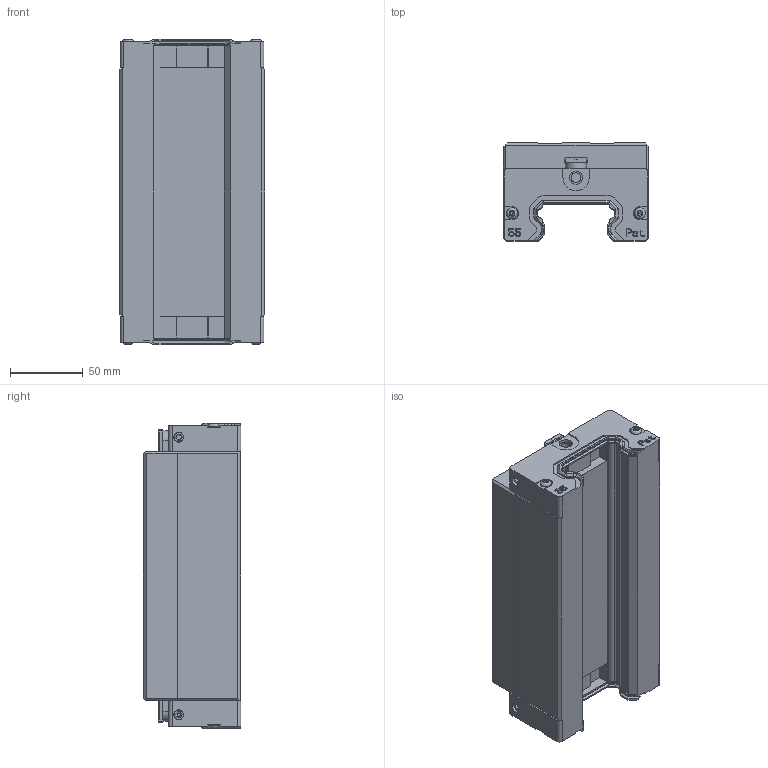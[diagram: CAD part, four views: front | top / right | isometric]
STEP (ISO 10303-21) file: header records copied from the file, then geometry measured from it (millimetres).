
FILE_DESCRIPTION(/* description */ (''),/* implementation_level */ '2;1');
FILE_NAME(/* name */ 'LGB_H55BESS_Shrinkwrap.ipt.stp',/* time_stamp */ '2015-12-04T08:10:22+01:00',/* author */ ('RLI'),/* organization */ (''),/* preprocessor_version */ 'ST-DEVELOPER v15.6',/* originating_system */ 'Autodesk Inventor 2015',/* authorisation */ '');
FILE_SCHEMA (('AUTOMOTIVE_DESIGN { 1 0 10303 214 3 1 1 }'));
Length unit declared in the file: millimetre
Products named in the file (1): LGB_H55BESS_Shrinkwrap
Bounding box: 99.95 x 67.3 x 210 mm (x, y, z)
Volume: 969050.9 mm3; surface area: 126474.4 mm2
Topology: 3 solids, 15 shells, 1078 faces, 2755 edges, 1759 vertices
Faces by surface type: plane 806, cylinder 178, cone 86, torus 8
Full cylindrical faces by diameter (mm): 4 x12, 4.5 x4, 5 x4, 6.647 x2, 6.75 x4, 7.6 x4, 9 x2, 10 x2, 11.5 x4, 12 x4, 14 x2
Entity records: 32592 total; most frequent: CARTESIAN_POINT 5731, ORIENTED_EDGE 5316, DIRECTION 5140, EDGE_CURVE 2658, LINE 2158, VECTOR 2158, VERTEX_POINT 1730, AXIS2_PLACEMENT_3D 1491
